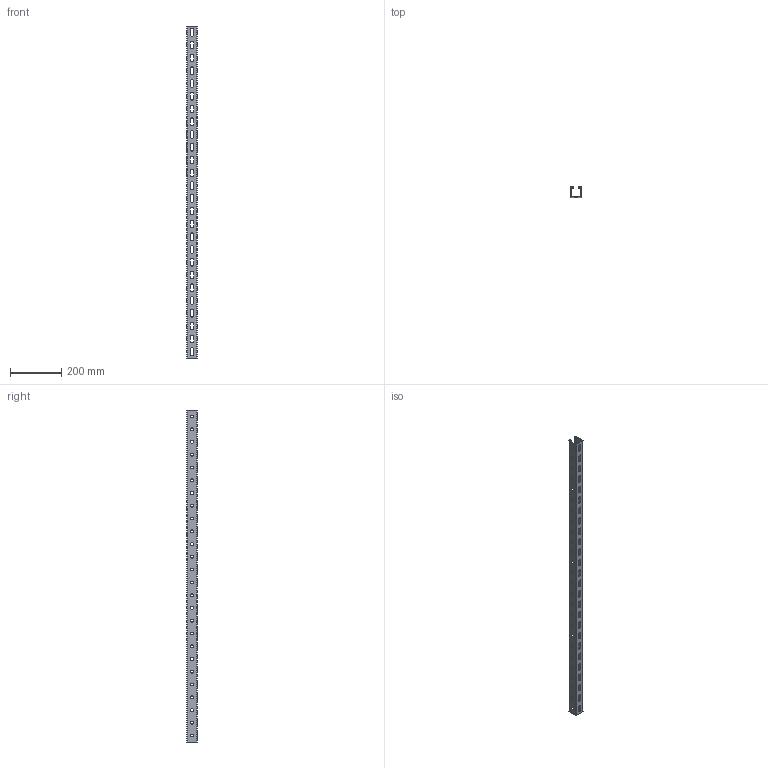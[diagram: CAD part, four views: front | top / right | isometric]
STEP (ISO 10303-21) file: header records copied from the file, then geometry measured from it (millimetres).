
FILE_DESCRIPTION (( 'STEP AP203' ), '1' );
FILE_NAME ('STRUT-镳铘桦黖h41-1300.step', '2022-01-24T11:55:08', ( '' ), ( '' ), 'SwSTEP 2.0', 'SolidWorks 2017', '' );
FILE_SCHEMA (( 'CONFIG_CONTROL_DESIGN' ));
Products named in the file (1): STRUT-镳铘桦黖h41-1300
Bounding box: 41 x 41 x 1300 mm (x, y, z)
Volume: 256158.1 mm3; surface area: 355580.1 mm2
Topology: 1 solids, 1 shells, 1960 faces, 5850 edges, 3892 vertices
Faces by surface type: plane 1798, cylinder 162
Entity records: 65135 total; most frequent: CARTESIAN_POINT 11703, ORIENTED_EDGE 11700, DIRECTION 10096, EDGE_CURVE 5850, LINE 5526, VECTOR 5526, VERTEX_POINT 3892, AXIS2_PLACEMENT_3D 2285
